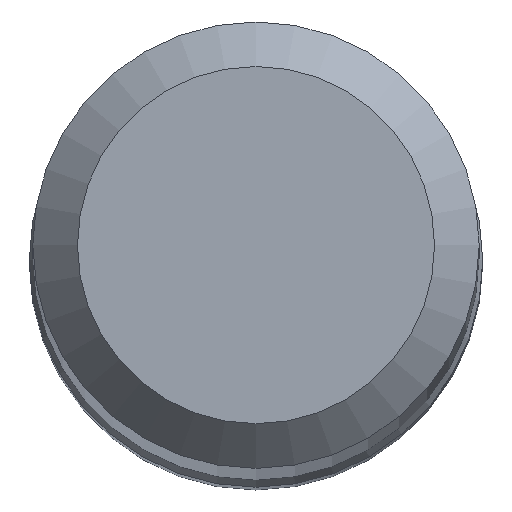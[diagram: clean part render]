
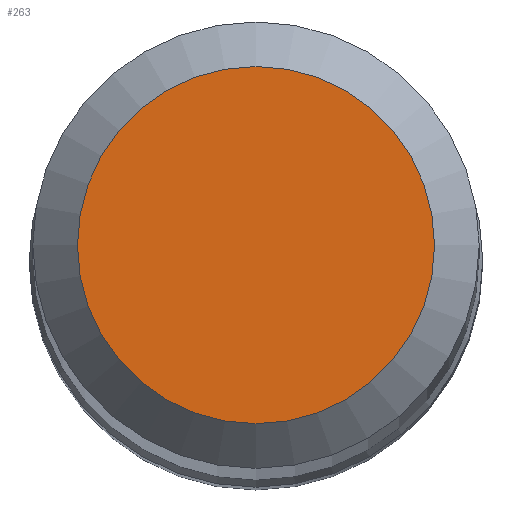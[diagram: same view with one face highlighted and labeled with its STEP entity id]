
A CAD part, top view. The second image highlights one B-rep face of the part: STEP entity #263.
In plain terms, the highlighted planar face has unit normal (0, 0, 1).
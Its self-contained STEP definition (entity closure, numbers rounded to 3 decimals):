
#18 = CIRCLE ( 'NONE', #128, 1.2 ) ;
#26 = DIRECTION ( 'NONE',  ( 0., 1., 0. ) ) ;
#42 = PLANE ( 'NONE',  #69 ) ;
#64 = CARTESIAN_POINT ( 'NONE',  ( 0., 1.2, 70. ) ) ;
#69 = AXIS2_PLACEMENT_3D ( 'NONE', #245, #244, #290 ) ;
#77 = EDGE_CURVE ( 'NONE', #298, #298, #18, .T. ) ;
#128 = AXIS2_PLACEMENT_3D ( 'NONE', #279, #144, #26 ) ;
#144 = DIRECTION ( 'NONE',  ( 0., 0., -1. ) ) ;
#199 = FACE_OUTER_BOUND ( 'NONE', #224, .T. ) ;
#224 = EDGE_LOOP ( 'NONE', ( #270 ) ) ;
#244 = DIRECTION ( 'NONE',  ( 0., 0., 1. ) ) ;
#245 = CARTESIAN_POINT ( 'NONE',  ( 0., 0., 70. ) ) ;
#263 = ADVANCED_FACE ( 'NONE', ( #199 ), #42, .T. ) ;
#270 = ORIENTED_EDGE ( 'NONE', *, *, #77, .F. ) ;
#279 = CARTESIAN_POINT ( 'NONE',  ( 0., 0., 70. ) ) ;
#290 = DIRECTION ( 'NONE',  ( 0., -1., 0. ) ) ;
#298 = VERTEX_POINT ( 'NONE', #64 ) ;
